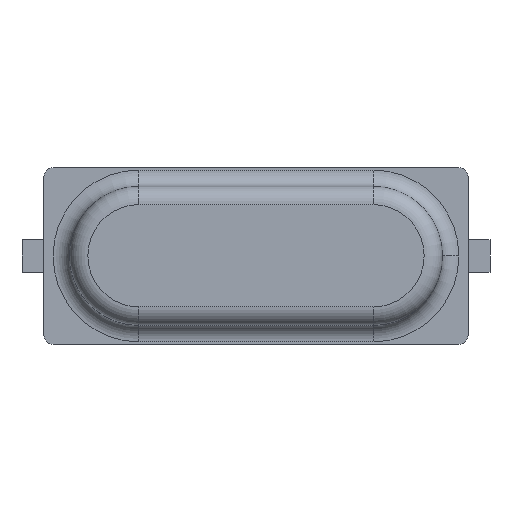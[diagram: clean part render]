
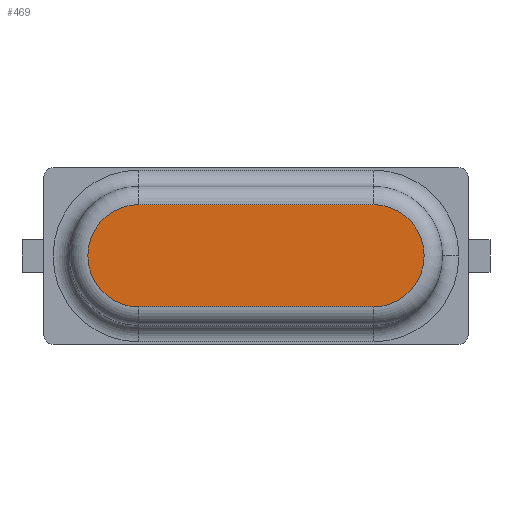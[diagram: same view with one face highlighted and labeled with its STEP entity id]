
A CAD part, top view. The second image highlights one B-rep face of the part: STEP entity #469.
In plain terms, the highlighted planar face has unit normal (0, 0, 1).
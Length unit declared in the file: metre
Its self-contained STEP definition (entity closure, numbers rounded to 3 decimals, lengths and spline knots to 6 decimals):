
#303 = EDGE_CURVE( '', #763, #764, #765, .T. );
#321 = EDGE_CURVE( '', #791, #763, #792, .T. );
#401 = EDGE_CURVE( '', #905, #791, #906, .T. );
#469 = ADVANCED_FACE( '', ( #989 ), #990, .F. );
#477 = EDGE_CURVE( '', #764, #905, #1000, .T. );
#763 = VERTEX_POINT( '', #1355 );
#764 = VERTEX_POINT( '', #1356 );
#765 = LINE( '', #1357, #1358 );
#791 = VERTEX_POINT( '', #1395 );
#792 = CIRCLE( '', #1396, 0.0014 );
#905 = VERTEX_POINT( '', #1553 );
#906 = LINE( '', #1554, #1555 );
#989 = FACE_OUTER_BOUND( '', #1682, .T. );
#990 = PLANE( '', #1683 );
#1000 = CIRCLE( '', #1696, 0.0014 );
#1355 = CARTESIAN_POINT( '', ( -0.0032, -0.0014, 0.004402 ) );
#1356 = CARTESIAN_POINT( '', ( 0.0032, -0.0014, 0.004402 ) );
#1357 = CARTESIAN_POINT( '', ( -0.0032, -0.0014, 0.004402 ) );
#1358 = VECTOR( '', #2040, 1. );
#1395 = CARTESIAN_POINT( '', ( -0.0032, 0.0014, 0.004402 ) );
#1396 = AXIS2_PLACEMENT_3D( '', #2072, #2073, #2074 );
#1553 = CARTESIAN_POINT( '', ( 0.0032, 0.0014, 0.004402 ) );
#1554 = CARTESIAN_POINT( '', ( -0.0032, 0.0014, 0.004402 ) );
#1555 = VECTOR( '', #2241, 1. );
#1682 = EDGE_LOOP( '', ( #2349, #2350, #2351, #2352 ) );
#1683 = AXIS2_PLACEMENT_3D( '', #2353, #2354, #2355 );
#1696 = AXIS2_PLACEMENT_3D( '', #2375, #2376, #2377 );
#2040 = DIRECTION( '', ( 1., 0., 0. ) );
#2072 = CARTESIAN_POINT( '', ( -0.0032, 0., 0.004402 ) );
#2073 = DIRECTION( '', ( 0., 0., 1. ) );
#2074 = DIRECTION( '', ( -1., 0., 0. ) );
#2241 = DIRECTION( '', ( -1., 0., 0. ) );
#2349 = ORIENTED_EDGE( '', *, *, #477, .T. );
#2350 = ORIENTED_EDGE( '', *, *, #401, .T. );
#2351 = ORIENTED_EDGE( '', *, *, #321, .T. );
#2352 = ORIENTED_EDGE( '', *, *, #303, .T. );
#2353 = CARTESIAN_POINT( '', ( -0.0032, 0., 0.004402 ) );
#2354 = DIRECTION( '', ( 0., 0., -1. ) );
#2355 = DIRECTION( '', ( 0., -1., 0. ) );
#2375 = CARTESIAN_POINT( '', ( 0.0032, 0., 0.004402 ) );
#2376 = DIRECTION( '', ( 0., 0., 1. ) );
#2377 = DIRECTION( '', ( -1., 0., 0. ) );
